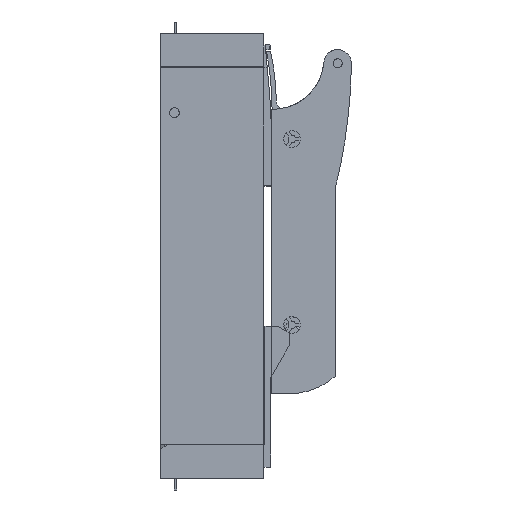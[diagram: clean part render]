
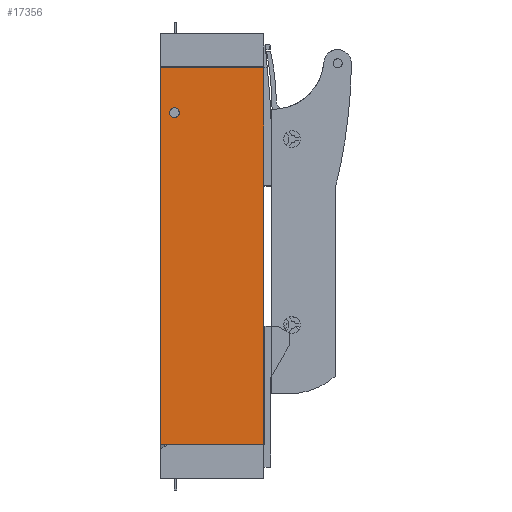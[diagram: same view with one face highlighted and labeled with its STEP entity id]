
A CAD part, left-side view. The second image highlights one B-rep face of the part: STEP entity #17356.
In plain terms, the highlighted planar face has unit normal (-1, 0, 0).
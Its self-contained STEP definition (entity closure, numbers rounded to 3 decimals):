
#17299=AXIS2_PLACEMENT_3D('Plane Axis2P3D',#17296,#17297,#17298) ;
#17258=CARTESIAN_POINT('Vertex',(-52.9,0.,69.5)) ;
#17263=CARTESIAN_POINT('Line Origine',(-52.9,-22.5,69.5)) ;
#17267=CARTESIAN_POINT('Vertex',(-52.9,-45.,69.5)) ;
#17296=CARTESIAN_POINT('Axis2P3D Location',(-52.9,0.,-12.5)) ;
#17301=CARTESIAN_POINT('Line Origine',(-52.9,-45.,-12.5)) ;
#17305=CARTESIAN_POINT('Vertex',(-52.9,-45.,-94.5)) ;
#17308=CARTESIAN_POINT('Line Origine',(-52.9,0.,-12.5)) ;
#17312=CARTESIAN_POINT('Vertex',(-52.9,0.,-94.5)) ;
#17315=CARTESIAN_POINT('Line Origine',(-52.9,-22.5,-94.5)) ;
#17327=CARTESIAN_POINT('Control Point',(-52.9,-6.,47.85)) ;
#17328=CARTESIAN_POINT('Control Point',(-52.9,-5.325,47.85)) ;
#17329=CARTESIAN_POINT('Control Point',(-52.9,-4.649,48.115)) ;
#17330=CARTESIAN_POINT('Control Point',(-52.9,-4.115,48.649)) ;
#17331=CARTESIAN_POINT('Control Point',(-52.9,-3.585,50.)) ;
#17332=CARTESIAN_POINT('Control Point',(-52.9,-4.115,51.351)) ;
#17333=CARTESIAN_POINT('Control Point',(-52.9,-4.649,51.885)) ;
#17334=CARTESIAN_POINT('Control Point',(-52.9,-5.325,52.15)) ;
#17335=CARTESIAN_POINT('Control Point',(-52.9,-6.,52.15)) ;
#17336=CARTESIAN_POINT('Vertex',(-52.9,-6.,52.15)) ;
#17338=CARTESIAN_POINT('Vertex',(-52.9,-6.,47.85)) ;
#17342=CARTESIAN_POINT('Control Point',(-52.9,-6.,52.15)) ;
#17343=CARTESIAN_POINT('Control Point',(-52.9,-6.675,52.15)) ;
#17344=CARTESIAN_POINT('Control Point',(-52.9,-7.351,51.885)) ;
#17345=CARTESIAN_POINT('Control Point',(-52.9,-7.885,51.351)) ;
#17346=CARTESIAN_POINT('Control Point',(-52.9,-8.415,50.)) ;
#17347=CARTESIAN_POINT('Control Point',(-52.9,-7.885,48.649)) ;
#17348=CARTESIAN_POINT('Control Point',(-52.9,-7.351,48.115)) ;
#17349=CARTESIAN_POINT('Control Point',(-52.9,-6.675,47.85)) ;
#17350=CARTESIAN_POINT('Control Point',(-52.9,-6.,47.85)) ;
#17264=DIRECTION('Vector Direction',(0.,-1.,0.)) ;
#17297=DIRECTION('Axis2P3D Direction',(1.,0.,0.)) ;
#17298=DIRECTION('Axis2P3D XDirection',(0.,-1.,0.)) ;
#17302=DIRECTION('Vector Direction',(0.,0.,-1.)) ;
#17309=DIRECTION('Vector Direction',(0.,0.,-1.)) ;
#17316=DIRECTION('Vector Direction',(0.,-1.,0.)) ;
#17265=VECTOR('Line Direction',#17264,1.) ;
#17303=VECTOR('Line Direction',#17302,1.) ;
#17310=VECTOR('Line Direction',#17309,1.) ;
#17317=VECTOR('Line Direction',#17316,1.) ;
#17321=ORIENTED_EDGE('',*,*,#17307,.F.) ;
#17322=ORIENTED_EDGE('',*,*,#17269,.F.) ;
#17323=ORIENTED_EDGE('',*,*,#17314,.F.) ;
#17324=ORIENTED_EDGE('',*,*,#17319,.T.) ;
#17353=ORIENTED_EDGE('',*,*,#17340,.F.) ;
#17354=ORIENTED_EDGE('',*,*,#17351,.T.) ;
#17355=FACE_BOUND('',#17352,.T.) ;
#17356=ADVANCED_FACE('T0588_01_KETO-00-3-Aufbau-34170_L_Trennergehaeuse',(#17325,#17355),#17300,.F.) ;
#17326=B_SPLINE_CURVE_WITH_KNOTS('',5,(#17327,#17328,#17329,#17330,#17331,#17332,#17333,#17334,#17335),.UNSPECIFIED.,.F.,.U.,(6,3,6),(3.377,6.754,10.132),.UNSPECIFIED.) ;
#17341=B_SPLINE_CURVE_WITH_KNOTS('',5,(#17342,#17343,#17344,#17345,#17346,#17347,#17348,#17349,#17350),.UNSPECIFIED.,.F.,.U.,(6,3,6),(10.132,13.509,16.886),.UNSPECIFIED.) ;
#17269=EDGE_CURVE('',#17259,#17268,#17266,.T.) ;
#17307=EDGE_CURVE('',#17268,#17306,#17304,.T.) ;
#17314=EDGE_CURVE('',#17313,#17259,#17311,.F.) ;
#17319=EDGE_CURVE('',#17313,#17306,#17318,.T.) ;
#17340=EDGE_CURVE('',#17337,#17339,#17326,.F.) ;
#17351=EDGE_CURVE('',#17337,#17339,#17341,.T.) ;
#17320=EDGE_LOOP('',(#17321,#17322,#17323,#17324)) ;
#17352=EDGE_LOOP('',(#17353,#17354)) ;
#17325=FACE_OUTER_BOUND('',#17320,.T.) ;
#17266=LINE('Line',#17263,#17265) ;
#17304=LINE('Line',#17301,#17303) ;
#17311=LINE('Line',#17308,#17310) ;
#17318=LINE('Line',#17315,#17317) ;
#17300=PLANE('Plane',#17299) ;
#17259=VERTEX_POINT('',#17258) ;
#17268=VERTEX_POINT('',#17267) ;
#17306=VERTEX_POINT('',#17305) ;
#17313=VERTEX_POINT('',#17312) ;
#17337=VERTEX_POINT('',#17336) ;
#17339=VERTEX_POINT('',#17338) ;
